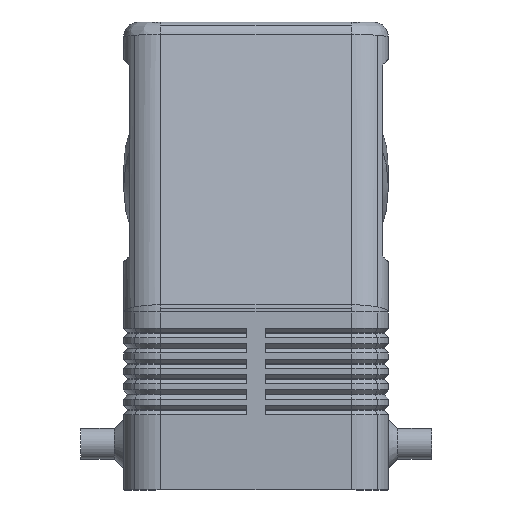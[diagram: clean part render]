
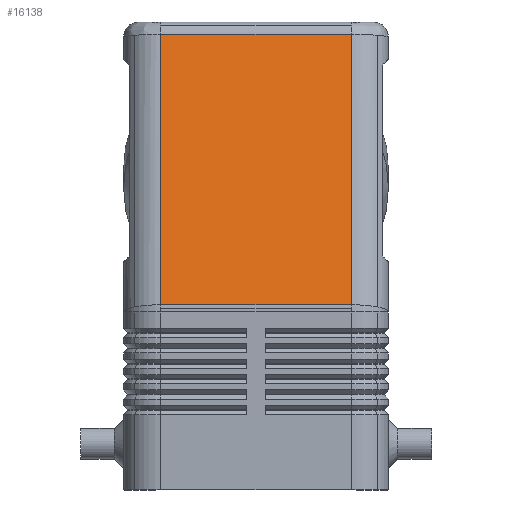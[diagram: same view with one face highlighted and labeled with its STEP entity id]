
A CAD part, left-side view. The second image highlights one B-rep face of the part: STEP entity #16138.
In plain terms, the highlighted planar face has unit normal (-0.981, 0, 0.195).
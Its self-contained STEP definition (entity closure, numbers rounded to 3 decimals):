
#495=CARTESIAN_POINT('',(-46.635,-15.5,30.08));
#496=VERTEX_POINT('',#495);
#504=CARTESIAN_POINT('',(-46.635,15.5,30.08));
#505=VERTEX_POINT('',#504);
#506=CARTESIAN_POINT('',(-46.635,-15.5,30.08));
#507=DIRECTION('',(0.0,1.0,0.0));
#508=VECTOR('',#507,31.);
#509=LINE('',#506,#508);
#510=EDGE_CURVE('',#496,#505,#509,.T.);
#15678=CARTESIAN_POINT('',(-37.9,-15.5,73.988));
#15679=VERTEX_POINT('',#15678);
#15687=CARTESIAN_POINT('',(-37.9,-15.5,73.988));
#15688=DIRECTION('',(-0.195,0.,-0.981));
#15689=VECTOR('',#15688,44.768);
#15690=LINE('',#15687,#15689);
#15691=EDGE_CURVE('',#15679,#496,#15690,.T.);
#16115=CARTESIAN_POINT('',(-37.5,0.0,76.0));
#16116=DIRECTION('',(-0.981,0.0,0.195));
#16117=DIRECTION('',(0.195,0.0,0.981));
#16118=AXIS2_PLACEMENT_3D('',#16115,#16116,#16117);
#16119=PLANE('',#16118);
#16120=ORIENTED_EDGE('',*,*,#15691,.F.);
#16121=CARTESIAN_POINT('',(-37.9,15.5,73.988));
#16122=VERTEX_POINT('',#16121);
#16123=CARTESIAN_POINT('',(-37.9,15.5,73.988));
#16124=DIRECTION('',(0.0,-1.0,0.0));
#16125=VECTOR('',#16124,31.0);
#16126=LINE('',#16123,#16125);
#16127=EDGE_CURVE('',#16122,#15679,#16126,.T.);
#16128=ORIENTED_EDGE('',*,*,#16127,.F.);
#16129=CARTESIAN_POINT('',(-46.635,15.5,30.08));
#16130=DIRECTION('',(0.195,0.,0.981));
#16131=VECTOR('',#16130,44.768);
#16132=LINE('',#16129,#16131);
#16133=EDGE_CURVE('',#505,#16122,#16132,.T.);
#16134=ORIENTED_EDGE('',*,*,#16133,.F.);
#16135=ORIENTED_EDGE('',*,*,#510,.F.);
#16136=EDGE_LOOP('',(#16120,#16128,#16134,#16135));
#16137=FACE_OUTER_BOUND('',#16136,.T.);
#16138=ADVANCED_FACE('',(#16137),#16119,.T.);
